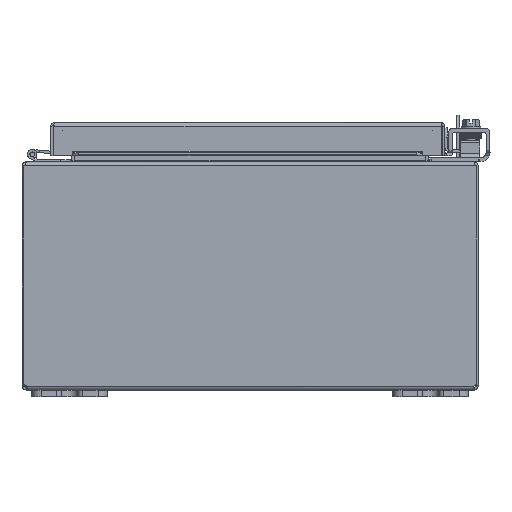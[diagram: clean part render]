
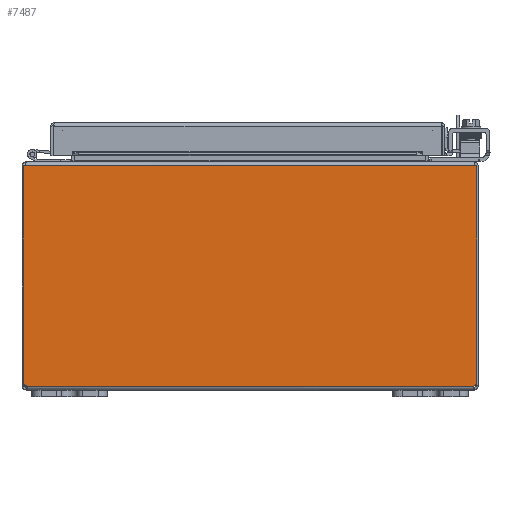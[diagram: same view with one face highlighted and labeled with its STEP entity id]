
A CAD part, front view. The second image highlights one B-rep face of the part: STEP entity #7487.
In plain terms, the highlighted planar face has unit normal (0, -1, 0).
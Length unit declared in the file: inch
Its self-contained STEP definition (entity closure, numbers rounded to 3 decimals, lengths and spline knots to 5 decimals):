
#6022=CARTESIAN_POINT('',(5.91495,-8.,5.89475));
#6023=VERTEX_POINT('',#6022);
#6055=CARTESIAN_POINT('',(-5.91495,-8.,5.89475));
#6056=VERTEX_POINT('',#6055);
#6070=CARTESIAN_POINT('',(5.91495,-8.,5.89475));
#6071=DIRECTION('',(-1.0,0.0,0.0));
#6072=VECTOR('',#6071,11.8299);
#6073=LINE('',#6070,#6072);
#6074=EDGE_CURVE('',#6023,#6056,#6073,.T.);
#6406=CARTESIAN_POINT('',(-5.963,-8.,5.89475));
#6407=VERTEX_POINT('',#6406);
#6414=CARTESIAN_POINT('',(-5.91495,-8.,5.89475));
#6415=DIRECTION('',(-1.0,0.0,0.0));
#6416=VECTOR('',#6415,0.04805);
#6417=LINE('',#6414,#6416);
#6418=EDGE_CURVE('',#6056,#6407,#6417,.T.);
#6584=CARTESIAN_POINT('',(5.963,-8.,5.89475));
#6585=VERTEX_POINT('',#6584);
#6586=CARTESIAN_POINT('',(5.963,-8.,5.89475));
#6587=DIRECTION('',(-1.0,0.0,0.0));
#6588=VECTOR('',#6587,0.04805);
#6589=LINE('',#6586,#6588);
#6590=EDGE_CURVE('',#6585,#6023,#6589,.T.);
#6615=CARTESIAN_POINT('',(5.963,-8.,0.12745));
#6616=VERTEX_POINT('',#6615);
#6617=CARTESIAN_POINT('',(5.963,-8.,5.89475));
#6618=DIRECTION('',(0.0,0.0,-1.0));
#6619=VECTOR('',#6618,5.7673);
#6620=LINE('',#6617,#6619);
#6621=EDGE_CURVE('',#6585,#6616,#6620,.T.);
#7419=CARTESIAN_POINT('',(-5.88277,-8.,0.10525));
#7420=VERTEX_POINT('',#7419);
#7427=CARTESIAN_POINT('',(-5.963,-8.,0.12745));
#7428=VERTEX_POINT('',#7427);
#7429=CARTESIAN_POINT('',(-5.93789,-8.,0.06211));
#7430=DIRECTION('',(0.0,1.0,0.0));
#7431=DIRECTION('',(1.0,0.0,0.0));
#7432=AXIS2_PLACEMENT_3D('',#7429,#7430,#7431);
#7433=CIRCLE('',#7432,0.07);
#7434=EDGE_CURVE('',#7428,#7420,#7433,.T.);
#7454=CARTESIAN_POINT('',(0.,-8.,3.00948));
#7455=DIRECTION('',(0.0,1.0,0.0));
#7456=DIRECTION('',(1.0,0.0,0.0));
#7457=AXIS2_PLACEMENT_3D('',#7454,#7455,#7456);
#7458=PLANE('',#7457);
#7459=ORIENTED_EDGE('',*,*,#6590,.T.);
#7460=ORIENTED_EDGE('',*,*,#6074,.T.);
#7461=ORIENTED_EDGE('',*,*,#6418,.T.);
#7462=CARTESIAN_POINT('',(-5.963,-8.0,0.12745));
#7463=DIRECTION('',(0.0,0.0,1.0));
#7464=VECTOR('',#7463,5.7673);
#7465=LINE('',#7462,#7464);
#7466=EDGE_CURVE('',#7428,#6407,#7465,.T.);
#7467=ORIENTED_EDGE('',*,*,#7466,.F.);
#7468=ORIENTED_EDGE('',*,*,#7434,.T.);
#7469=CARTESIAN_POINT('',(5.88277,-8.,0.10525));
#7470=VERTEX_POINT('',#7469);
#7471=CARTESIAN_POINT('',(-5.88277,-8.,0.10525));
#7472=DIRECTION('',(1.0,0.0,0.0));
#7473=VECTOR('',#7472,11.76553);
#7474=LINE('',#7471,#7473);
#7475=EDGE_CURVE('',#7420,#7470,#7474,.T.);
#7476=ORIENTED_EDGE('',*,*,#7475,.T.);
#7477=CARTESIAN_POINT('',(5.93789,-8.,0.06211));
#7478=DIRECTION('',(0.0,1.0,0.0));
#7479=DIRECTION('',(1.0,0.0,0.0));
#7480=AXIS2_PLACEMENT_3D('',#7477,#7478,#7479);
#7481=CIRCLE('',#7480,0.07);
#7482=EDGE_CURVE('',#7470,#6616,#7481,.T.);
#7483=ORIENTED_EDGE('',*,*,#7482,.T.);
#7484=ORIENTED_EDGE('',*,*,#6621,.F.);
#7485=EDGE_LOOP('',(#7459,#7460,#7461,#7467,#7468,#7476,#7483,#7484));
#7486=FACE_OUTER_BOUND('',#7485,.T.);
#7487=ADVANCED_FACE('',(#7486),#7458,.F.);
